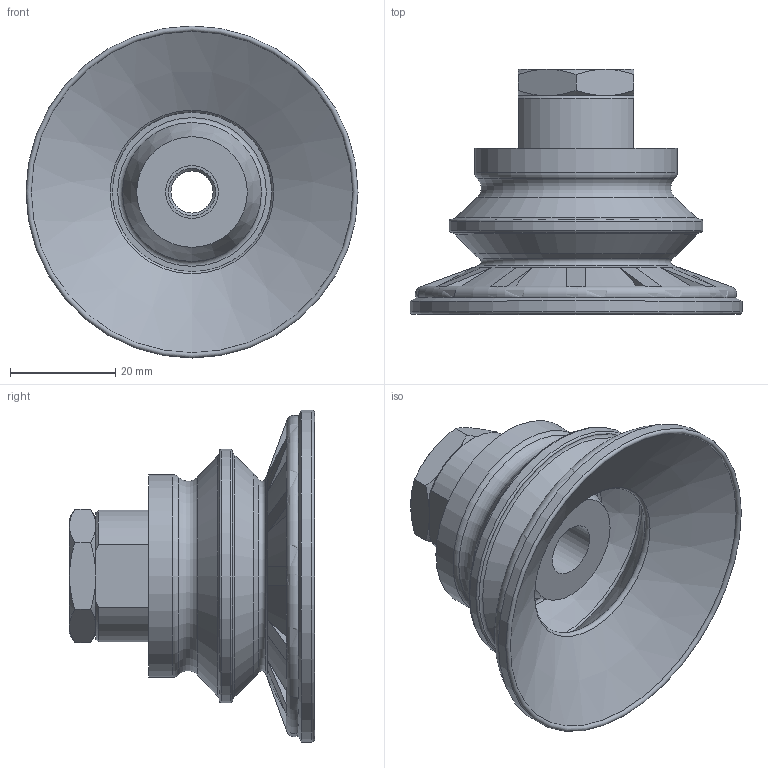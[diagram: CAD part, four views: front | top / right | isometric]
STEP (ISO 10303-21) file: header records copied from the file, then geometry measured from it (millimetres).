
FILE_DESCRIPTION(/* description */ ('STEP AP214'),/* implementation_level */ '2;1');
FILE_NAME(/* name */ '8073838_OGVM-60-A-N-G14F',/* time_stamp */ '2024-09-13T10:31:11+02:00',/* author */ ('License CC BY-ND 4.0'),/* organization */ ('CADENAS'),/* preprocessor_version */ 'ST-DEVELOPER v19.3',/* originating_system */ 'PARTsolutions',/* authorisation */ ' ');
FILE_SCHEMA (('AUTOMOTIVE_DESIGN {1 0 10303 214 3 1 1}'));
Length unit declared in the file: millimetre
Products named in the file (1): 8073838 OGVM-60-A-N-G14F---(high)
Bounding box: 63 x 46.5 x 63 mm (x, y, z)
Volume: 28173.9 mm3; surface area: 16226 mm2
Topology: 1 solids, 1 shells, 149 faces, 362 edges, 221 vertices
Faces by surface type: plane 102, cone 26, torus 13, cylinder 8
Full cylindrical faces by diameter (mm): 8 x1, 10 x1, 11.445 x1, 38.5 x1, 48.085 x1, 63 x1
Entity records: 3646 total; most frequent: CARTESIAN_POINT 886, ORIENTED_EDGE 558, DIRECTION 522, EDGE_CURVE 279, AXIS2_PLACEMENT_3D 205, VERTEX_POINT 193, EDGE_LOOP 164, FACE_BOUND 164
